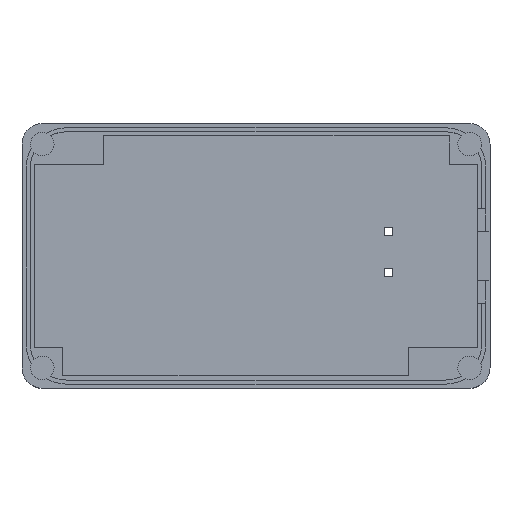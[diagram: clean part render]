
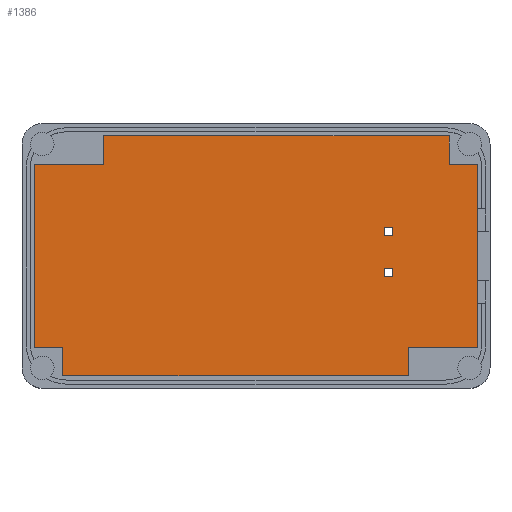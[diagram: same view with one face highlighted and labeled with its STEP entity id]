
A CAD part, top view. The second image highlights one B-rep face of the part: STEP entity #1386.
In plain terms, the highlighted planar face has unit normal (0, 0, 1).
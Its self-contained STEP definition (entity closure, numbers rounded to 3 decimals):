
#607 = VERTEX_POINT('',#608);
#608 = CARTESIAN_POINT('',(-94.,-3.,2.));
#616 = VERTEX_POINT('',#617);
#617 = CARTESIAN_POINT('',(-94.,-5.,2.));
#623 = EDGE_CURVE('',#607,#616,#624,.T.);
#624 = LINE('',#625,#626);
#625 = CARTESIAN_POINT('',(-94.,-3.,2.));
#626 = VECTOR('',#627,1.);
#627 = DIRECTION('',(0.,-1.,0.));
#638 = VERTEX_POINT('',#639);
#639 = CARTESIAN_POINT('',(-96.,-3.,2.));
#647 = EDGE_CURVE('',#638,#607,#648,.T.);
#648 = LINE('',#649,#650);
#649 = CARTESIAN_POINT('',(-96.,-3.,2.));
#650 = VECTOR('',#651,1.);
#651 = DIRECTION('',(1.,0.,0.));
#662 = VERTEX_POINT('',#663);
#663 = CARTESIAN_POINT('',(-96.,-5.,2.));
#671 = EDGE_CURVE('',#662,#638,#672,.T.);
#672 = LINE('',#673,#674);
#673 = CARTESIAN_POINT('',(-96.,-5.,2.));
#674 = VECTOR('',#675,1.);
#675 = DIRECTION('',(0.,1.,0.));
#688 = EDGE_CURVE('',#616,#662,#689,.T.);
#689 = LINE('',#690,#691);
#690 = CARTESIAN_POINT('',(-94.,-5.,2.));
#691 = VECTOR('',#692,1.);
#692 = DIRECTION('',(-1.,0.,0.));
#703 = VERTEX_POINT('',#704);
#704 = CARTESIAN_POINT('',(-94.,5.,2.));
#712 = VERTEX_POINT('',#713);
#713 = CARTESIAN_POINT('',(-94.,7.,2.));
#719 = EDGE_CURVE('',#703,#712,#720,.T.);
#720 = LINE('',#721,#722);
#721 = CARTESIAN_POINT('',(-94.,5.,2.));
#722 = VECTOR('',#723,1.);
#723 = DIRECTION('',(0.,1.,0.));
#736 = VERTEX_POINT('',#737);
#737 = CARTESIAN_POINT('',(-96.,7.,2.));
#743 = EDGE_CURVE('',#712,#736,#744,.T.);
#744 = LINE('',#745,#746);
#745 = CARTESIAN_POINT('',(-94.,7.,2.));
#746 = VECTOR('',#747,1.);
#747 = DIRECTION('',(-1.,0.,0.));
#760 = VERTEX_POINT('',#761);
#761 = CARTESIAN_POINT('',(-96.,5.,2.));
#767 = EDGE_CURVE('',#736,#760,#768,.T.);
#768 = LINE('',#769,#770);
#769 = CARTESIAN_POINT('',(-96.,7.,2.));
#770 = VECTOR('',#771,1.);
#771 = DIRECTION('',(0.,-1.,0.));
#784 = EDGE_CURVE('',#760,#703,#785,.T.);
#785 = LINE('',#786,#787);
#786 = CARTESIAN_POINT('',(-96.,5.,2.));
#787 = VECTOR('',#788,1.);
#788 = DIRECTION('',(1.,0.,0.));
#1386 = ADVANCED_FACE('',(#1387,#1485,#1491),#1497,.T.);
#1387 = FACE_BOUND('',#1388,.T.);
#1388 = EDGE_LOOP('',(#1389,#1399,#1407,#1415,#1423,#1431,#1439,#1447,
    #1455,#1463,#1471,#1479));
#1389 = ORIENTED_EDGE('',*,*,#1390,.F.);
#1390 = EDGE_CURVE('',#1391,#1393,#1395,.T.);
#1391 = VERTEX_POINT('',#1392);
#1392 = CARTESIAN_POINT('',(-73.,22.5,2.));
#1393 = VERTEX_POINT('',#1394);
#1394 = CARTESIAN_POINT('',(-73.,-22.5,2.));
#1395 = LINE('',#1396,#1397);
#1396 = CARTESIAN_POINT('',(-73.,22.5,2.));
#1397 = VECTOR('',#1398,1.);
#1398 = DIRECTION('',(0.,-1.,0.));
#1399 = ORIENTED_EDGE('',*,*,#1400,.T.);
#1400 = EDGE_CURVE('',#1391,#1401,#1403,.T.);
#1401 = VERTEX_POINT('',#1402);
#1402 = CARTESIAN_POINT('',(-80.,22.5,2.));
#1403 = LINE('',#1404,#1405);
#1404 = CARTESIAN_POINT('',(-73.,22.5,2.));
#1405 = VECTOR('',#1406,1.);
#1406 = DIRECTION('',(-1.,0.,0.));
#1407 = ORIENTED_EDGE('',*,*,#1408,.T.);
#1408 = EDGE_CURVE('',#1401,#1409,#1411,.T.);
#1409 = VERTEX_POINT('',#1410);
#1410 = CARTESIAN_POINT('',(-80.,29.5,2.));
#1411 = LINE('',#1412,#1413);
#1412 = CARTESIAN_POINT('',(-80.,22.5,2.));
#1413 = VECTOR('',#1414,1.);
#1414 = DIRECTION('',(0.,1.,0.));
#1415 = ORIENTED_EDGE('',*,*,#1416,.T.);
#1416 = EDGE_CURVE('',#1409,#1417,#1419,.T.);
#1417 = VERTEX_POINT('',#1418);
#1418 = CARTESIAN_POINT('',(-165.,29.5,2.));
#1419 = LINE('',#1420,#1421);
#1420 = CARTESIAN_POINT('',(-80.,29.5,2.));
#1421 = VECTOR('',#1422,1.);
#1422 = DIRECTION('',(-1.,0.,0.));
#1423 = ORIENTED_EDGE('',*,*,#1424,.T.);
#1424 = EDGE_CURVE('',#1417,#1425,#1427,.T.);
#1425 = VERTEX_POINT('',#1426);
#1426 = CARTESIAN_POINT('',(-165.,22.5,2.));
#1427 = LINE('',#1428,#1429);
#1428 = CARTESIAN_POINT('',(-165.,29.5,2.));
#1429 = VECTOR('',#1430,1.);
#1430 = DIRECTION('',(0.,-1.,0.));
#1431 = ORIENTED_EDGE('',*,*,#1432,.T.);
#1432 = EDGE_CURVE('',#1425,#1433,#1435,.T.);
#1433 = VERTEX_POINT('',#1434);
#1434 = CARTESIAN_POINT('',(-182.,22.5,2.));
#1435 = LINE('',#1436,#1437);
#1436 = CARTESIAN_POINT('',(-165.,22.5,2.));
#1437 = VECTOR('',#1438,1.);
#1438 = DIRECTION('',(-1.,0.,0.));
#1439 = ORIENTED_EDGE('',*,*,#1440,.T.);
#1440 = EDGE_CURVE('',#1433,#1441,#1443,.T.);
#1441 = VERTEX_POINT('',#1442);
#1442 = CARTESIAN_POINT('',(-182.,-22.5,2.));
#1443 = LINE('',#1444,#1445);
#1444 = CARTESIAN_POINT('',(-182.,22.5,2.));
#1445 = VECTOR('',#1446,1.);
#1446 = DIRECTION('',(0.,-1.,0.));
#1447 = ORIENTED_EDGE('',*,*,#1448,.T.);
#1448 = EDGE_CURVE('',#1441,#1449,#1451,.T.);
#1449 = VERTEX_POINT('',#1450);
#1450 = CARTESIAN_POINT('',(-175.,-22.5,2.));
#1451 = LINE('',#1452,#1453);
#1452 = CARTESIAN_POINT('',(-182.,-22.5,2.));
#1453 = VECTOR('',#1454,1.);
#1454 = DIRECTION('',(1.,0.,0.));
#1455 = ORIENTED_EDGE('',*,*,#1456,.T.);
#1456 = EDGE_CURVE('',#1449,#1457,#1459,.T.);
#1457 = VERTEX_POINT('',#1458);
#1458 = CARTESIAN_POINT('',(-175.,-29.5,2.));
#1459 = LINE('',#1460,#1461);
#1460 = CARTESIAN_POINT('',(-175.,-22.5,2.));
#1461 = VECTOR('',#1462,1.);
#1462 = DIRECTION('',(0.,-1.,0.));
#1463 = ORIENTED_EDGE('',*,*,#1464,.T.);
#1464 = EDGE_CURVE('',#1457,#1465,#1467,.T.);
#1465 = VERTEX_POINT('',#1466);
#1466 = CARTESIAN_POINT('',(-90.,-29.5,2.));
#1467 = LINE('',#1468,#1469);
#1468 = CARTESIAN_POINT('',(-175.,-29.5,2.));
#1469 = VECTOR('',#1470,1.);
#1470 = DIRECTION('',(1.,0.,0.));
#1471 = ORIENTED_EDGE('',*,*,#1472,.T.);
#1472 = EDGE_CURVE('',#1465,#1473,#1475,.T.);
#1473 = VERTEX_POINT('',#1474);
#1474 = CARTESIAN_POINT('',(-90.,-22.5,2.));
#1475 = LINE('',#1476,#1477);
#1476 = CARTESIAN_POINT('',(-90.,-29.5,2.));
#1477 = VECTOR('',#1478,1.);
#1478 = DIRECTION('',(0.,1.,0.));
#1479 = ORIENTED_EDGE('',*,*,#1480,.T.);
#1480 = EDGE_CURVE('',#1473,#1393,#1481,.T.);
#1481 = LINE('',#1482,#1483);
#1482 = CARTESIAN_POINT('',(-90.,-22.5,2.));
#1483 = VECTOR('',#1484,1.);
#1484 = DIRECTION('',(1.,0.,0.));
#1485 = FACE_BOUND('',#1486,.T.);
#1486 = EDGE_LOOP('',(#1487,#1488,#1489,#1490));
#1487 = ORIENTED_EDGE('',*,*,#623,.T.);
#1488 = ORIENTED_EDGE('',*,*,#688,.T.);
#1489 = ORIENTED_EDGE('',*,*,#671,.T.);
#1490 = ORIENTED_EDGE('',*,*,#647,.T.);
#1491 = FACE_BOUND('',#1492,.T.);
#1492 = EDGE_LOOP('',(#1493,#1494,#1495,#1496));
#1493 = ORIENTED_EDGE('',*,*,#719,.F.);
#1494 = ORIENTED_EDGE('',*,*,#784,.F.);
#1495 = ORIENTED_EDGE('',*,*,#767,.F.);
#1496 = ORIENTED_EDGE('',*,*,#743,.F.);
#1497 = PLANE('',#1498);
#1498 = AXIS2_PLACEMENT_3D('',#1499,#1500,#1501);
#1499 = CARTESIAN_POINT('',(-127.5,0.,2.));
#1500 = DIRECTION('',(0.,0.,1.));
#1501 = DIRECTION('',(1.,0.,0.));
